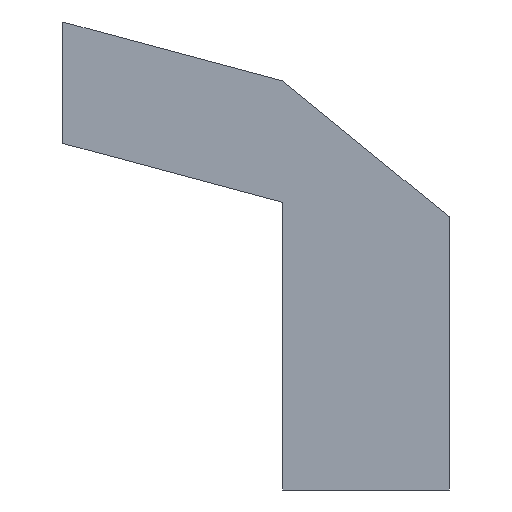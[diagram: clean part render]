
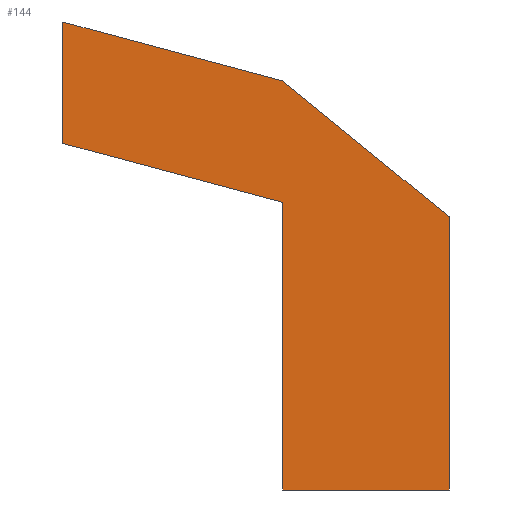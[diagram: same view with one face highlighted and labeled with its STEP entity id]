
A CAD part, front view. The second image highlights one B-rep face of the part: STEP entity #144.
In plain terms, the highlighted planar face has unit normal (0, -1, 0).
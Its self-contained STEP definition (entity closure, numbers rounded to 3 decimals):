
#3 = VERTEX_POINT ( 'NONE', #361 ) ;
#8 = DIRECTION ( 'NONE',  ( 0., 0., -1. ) ) ;
#11 = CARTESIAN_POINT ( 'NONE',  ( -5.479, -5.287, 0. ) ) ;
#17 = EDGE_CURVE ( 'NONE', #28, #19, #253, .T. ) ;
#18 = LINE ( 'NONE', #286, #133 ) ;
#19 = VERTEX_POINT ( 'NONE', #342 ) ;
#26 = VECTOR ( 'NONE', #146, 1000. ) ;
#28 = VERTEX_POINT ( 'NONE', #375 ) ;
#35 = EDGE_LOOP ( 'NONE', ( #400, #57, #63, #370, #327, #266, #104 ) ) ;
#43 = LINE ( 'NONE', #310, #404 ) ;
#45 = EDGE_CURVE ( 'NONE', #122, #91, #142, .T. ) ;
#57 = ORIENTED_EDGE ( 'NONE', *, *, #17, .T. ) ;
#63 = ORIENTED_EDGE ( 'NONE', *, *, #331, .T. ) ;
#66 = CARTESIAN_POINT ( 'NONE',  ( -5.479, -5.287, 0. ) ) ;
#69 = VECTOR ( 'NONE', #147, 1000. ) ;
#74 = CARTESIAN_POINT ( 'NONE',  ( -19.968, -5.287, 22.841 ) ) ;
#77 = EDGE_CURVE ( 'NONE', #91, #329, #275, .T. ) ;
#87 = CARTESIAN_POINT ( 'NONE',  ( -5.479, -5.287, 18. ) ) ;
#88 = CARTESIAN_POINT ( 'NONE',  ( -19.968, -5.287, 30.841 ) ) ;
#91 = VERTEX_POINT ( 'NONE', #303 ) ;
#104 = ORIENTED_EDGE ( 'NONE', *, *, #421, .T. ) ;
#118 = DIRECTION ( 'NONE',  ( 0., 0., -1. ) ) ;
#122 = VERTEX_POINT ( 'NONE', #88 ) ;
#133 = VECTOR ( 'NONE', #118, 1000. ) ;
#139 = CARTESIAN_POINT ( 'NONE',  ( -5.479, -5.287, 26.959 ) ) ;
#142 = LINE ( 'NONE', #405, #418 ) ;
#144 = ADVANCED_FACE ( 'NONE', ( #221 ), #385, .F. ) ;
#146 = DIRECTION ( 'NONE',  ( 1., 0., 0. ) ) ;
#147 = DIRECTION ( 'NONE',  ( 0.966, 0., -0.259 ) ) ;
#169 = CARTESIAN_POINT ( 'NONE',  ( -5.479, -5.287, 18.959 ) ) ;
#174 = DIRECTION ( 'NONE',  ( -0.774, 0., 0.633 ) ) ;
#176 = LINE ( 'NONE', #11, #26 ) ;
#205 = VECTOR ( 'NONE', #174, 1000. ) ;
#215 = LINE ( 'NONE', #139, #264 ) ;
#221 = FACE_OUTER_BOUND ( 'NONE', #35, .T. ) ;
#235 = AXIS2_PLACEMENT_3D ( 'NONE', #87, #289, #260 ) ;
#247 = CARTESIAN_POINT ( 'NONE',  ( -5.479, -5.287, 26.959 ) ) ;
#253 = LINE ( 'NONE', #247, #205 ) ;
#259 = EDGE_CURVE ( 'NONE', #28, #3, #18, .T. ) ;
#260 = DIRECTION ( 'NONE',  ( 0., 0., 1. ) ) ;
#264 = VECTOR ( 'NONE', #304, 1000. ) ;
#266 = ORIENTED_EDGE ( 'NONE', *, *, #350, .T. ) ;
#275 = LINE ( 'NONE', #74, #69 ) ;
#286 = CARTESIAN_POINT ( 'NONE',  ( 5.479, -5.287, 18. ) ) ;
#289 = DIRECTION ( 'NONE',  ( 0., 1., 0. ) ) ;
#298 = VERTEX_POINT ( 'NONE', #66 ) ;
#303 = CARTESIAN_POINT ( 'NONE',  ( -19.968, -5.287, 22.841 ) ) ;
#304 = DIRECTION ( 'NONE',  ( -0.966, 0., 0.259 ) ) ;
#310 = CARTESIAN_POINT ( 'NONE',  ( -5.479, -5.287, 18. ) ) ;
#327 = ORIENTED_EDGE ( 'NONE', *, *, #77, .T. ) ;
#329 = VERTEX_POINT ( 'NONE', #169 ) ;
#331 = EDGE_CURVE ( 'NONE', #19, #122, #215, .T. ) ;
#342 = CARTESIAN_POINT ( 'NONE',  ( -5.479, -5.287, 26.959 ) ) ;
#350 = EDGE_CURVE ( 'NONE', #329, #298, #43, .T. ) ;
#361 = CARTESIAN_POINT ( 'NONE',  ( 5.479, -5.287, 0. ) ) ;
#370 = ORIENTED_EDGE ( 'NONE', *, *, #45, .T. ) ;
#375 = CARTESIAN_POINT ( 'NONE',  ( 5.479, -5.287, 18. ) ) ;
#381 = DIRECTION ( 'NONE',  ( 0., 0., -1. ) ) ;
#385 = PLANE ( 'NONE',  #235 ) ;
#400 = ORIENTED_EDGE ( 'NONE', *, *, #259, .F. ) ;
#404 = VECTOR ( 'NONE', #8, 1000. ) ;
#405 = CARTESIAN_POINT ( 'NONE',  ( -19.968, -5.287, 30.841 ) ) ;
#418 = VECTOR ( 'NONE', #381, 1000. ) ;
#421 = EDGE_CURVE ( 'NONE', #298, #3, #176, .T. ) ;
